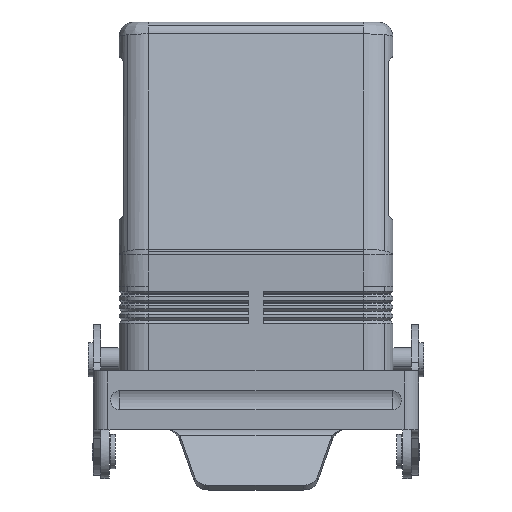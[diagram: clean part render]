
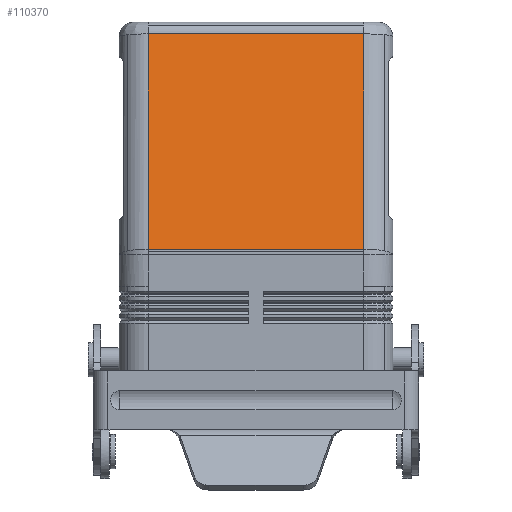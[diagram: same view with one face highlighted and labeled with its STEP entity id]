
A CAD part, left-side view. The second image highlights one B-rep face of the part: STEP entity #110370.
In plain terms, the highlighted planar face has unit normal (-0.982, 0, 0.188).
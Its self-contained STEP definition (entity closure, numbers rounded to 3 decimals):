
#35720=CARTESIAN_POINT('',(-32.466,-22.,72.564));
#35730=VERTEX_POINT('',#35720);
#35760=CARTESIAN_POINT('',(-32.466,22.,72.564));
#35770=DIRECTION('',(0.,-1.,0.));
#35780=VECTOR('',#35770,44.);
#35790=LINE('',#35760,#35780);
#35800=CARTESIAN_POINT('',(-32.466,22.,72.564));
#35810=VERTEX_POINT('',#35800);
#35820=EDGE_CURVE('',#35810,#35730,#35790,.T.);
#55940=CARTESIAN_POINT('',(-40.893,22.,28.559));
#55950=DIRECTION('',(0.188,0.,0.982));
#55960=VECTOR('',#55950,44.805);
#55970=LINE('',#55940,#55960);
#55980=CARTESIAN_POINT('',(-40.893,22.,28.559));
#55990=VERTEX_POINT('',#55980);
#56000=EDGE_CURVE('',#55990,#35810,#55970,.T.);
#110140=CARTESIAN_POINT('',(-32.,0.,75.));
#110150=DIRECTION('',(-0.982,0.,0.188));
#110160=DIRECTION('',(0.188,0.,0.982));
#110170=AXIS2_PLACEMENT_3D('',#110140,#110150,#110160);
#110180=PLANE('',#110170);
#110190=ORIENTED_EDGE('',*,*,#56000,.F.);
#110200=ORIENTED_EDGE('',*,*,#35820,.F.);
#110210=CARTESIAN_POINT('',(-32.466,-22.,72.564));
#110220=DIRECTION('',(-0.188,0.,-0.982));
#110230=VECTOR('',#110220,44.805);
#110240=LINE('',#110210,#110230);
#110250=CARTESIAN_POINT('',(-40.893,-22.,28.559));
#110260=VERTEX_POINT('',#110250);
#110270=EDGE_CURVE('',#35730,#110260,#110240,.T.);
#110280=ORIENTED_EDGE('',*,*,#110270,.F.);
#110290=CARTESIAN_POINT('',(-40.893,-22.,28.559));
#110300=DIRECTION('',(0.,1.,0.));
#110310=VECTOR('',#110300,44.);
#110320=LINE('',#110290,#110310);
#110330=EDGE_CURVE('',#110260,#55990,#110320,.T.);
#110340=ORIENTED_EDGE('',*,*,#110330,.F.);
#110350=EDGE_LOOP('',(#110340,#110280,#110200,#110190));
#110360=FACE_OUTER_BOUND('',#110350,.T.);
#110370=ADVANCED_FACE('',(#110360),#110180,.T.);
